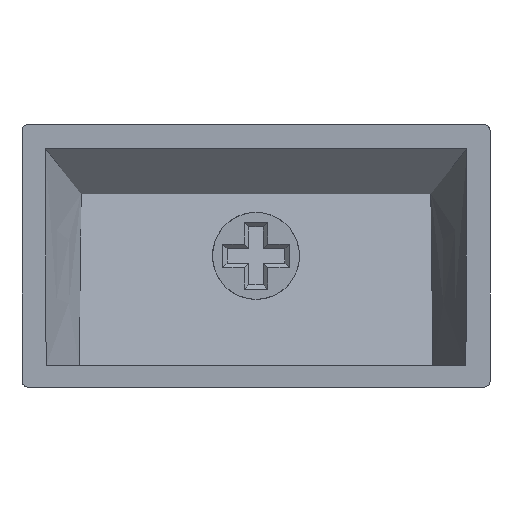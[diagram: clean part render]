
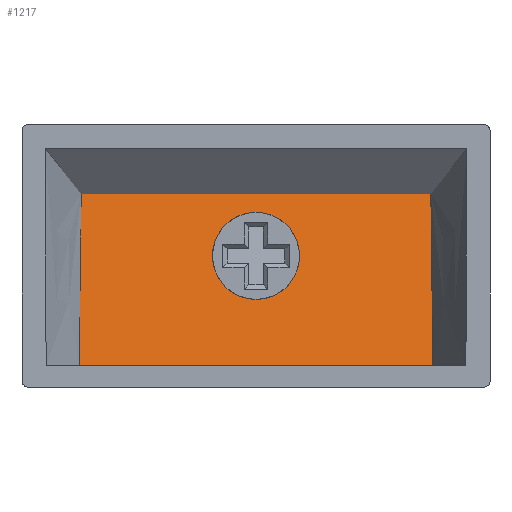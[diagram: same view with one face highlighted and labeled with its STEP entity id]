
A CAD part, front view. The second image highlights one B-rep face of the part: STEP entity #1217.
In plain terms, the highlighted planar face has unit normal (0, -0.981, 0.193).
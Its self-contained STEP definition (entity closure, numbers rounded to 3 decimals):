
#147 = CARTESIAN_POINT ( 'NONE',  ( 28.358, 4.766, -16.6 ) ) ;
#171 = EDGE_CURVE ( 'NONE', #2411, #1964, #1261, .T. ) ;
#179 = CARTESIAN_POINT ( 'NONE',  ( 28.217, 7.096, -4.762 ) ) ;
#205 = EDGE_CURVE ( 'NONE', #1048, #2411, #785, .T. ) ;
#226 = CARTESIAN_POINT ( 'NONE',  ( 4.003, 5.543, -12.654 ) ) ;
#237 = EDGE_CURVE ( 'NONE', #1340, #2014, #1666, .T. ) ;
#247 = DIRECTION ( 'NONE',  ( 1., 0., 0. ) ) ;
#273 = CARTESIAN_POINT ( 'NONE',  ( 3.942, 4.766, -16.6 ) ) ;
#311 = CARTESIAN_POINT ( 'NONE',  ( 16.15, 6.845, -6.04 ) ) ;
#356 = VECTOR ( 'NONE', #695, 1000. ) ;
#371 = ORIENTED_EDGE ( 'NONE', *, *, #678, .F. ) ;
#378 = AXIS2_PLACEMENT_3D ( 'NONE', #1866, #1064, #2514 ) ;
#513 = CARTESIAN_POINT ( 'NONE',  ( 16.15, 5.664, -12.04 ) ) ;
#522 = FACE_BOUND ( 'NONE', #1888, .T. ) ;
#577 = VERTEX_POINT ( 'NONE', #147 ) ;
#617 = CARTESIAN_POINT ( 'NONE',  ( 16.15, 5.664, -12.04 ) ) ;
#643 = LINE ( 'NONE', #2553, #356 ) ;
#660 = CARTESIAN_POINT ( 'NONE',  ( 4.047, 6.32, -8.708 ) ) ;
#678 = EDGE_CURVE ( 'NONE', #1964, #577, #1002, .T. ) ;
#695 = DIRECTION ( 'NONE',  ( 1., 0., 0. ) ) ;
#785 = B_SPLINE_CURVE_WITH_KNOTS ( 'NONE', 3,
 ( #2332, #226, #660, #2099 ),
 .UNSPECIFIED., .F., .F.,
 ( 4, 4 ),
 ( 0., 0.012 ),
 .UNSPECIFIED. ) ;
#852 = CARTESIAN_POINT ( 'NONE',  ( 16.15, 5.664, -12.04 ) ) ;
#876 = EDGE_CURVE ( 'NONE', #1048, #577, #643, .T. ) ;
#901 = CARTESIAN_POINT ( 'NONE',  ( 28.217, 7.096, -4.762 ) ) ;
#1002 = B_SPLINE_CURVE_WITH_KNOTS ( 'NONE', 3,
 ( #179, #2255, #2454, #2435 ),
 .UNSPECIFIED., .F., .F.,
 ( 4, 4 ),
 ( 0., 0.012 ),
 .UNSPECIFIED. ) ;
#1039 = VECTOR ( 'NONE', #247, 1000. ) ;
#1048 = VERTEX_POINT ( 'NONE', #273 ) ;
#1064 = DIRECTION ( 'NONE',  ( 0., 0.981, -0.193 ) ) ;
#1144 = EDGE_CURVE ( 'NONE', #2014, #1340, #2034, .T. ) ;
#1208 = ORIENTED_EDGE ( 'NONE', *, *, #876, .T. ) ;
#1217 = ADVANCED_FACE ( 'NONE', ( #522, #1863 ), #1474, .F. ) ;
#1261 = LINE ( 'NONE', #2324, #1039 ) ;
#1306 = CARTESIAN_POINT ( 'NONE',  ( 16.15, 6.845, -6.04 ) ) ;
#1316 = CARTESIAN_POINT ( 'NONE',  ( 22.15, 6.845, -6.04 ) ) ;
#1340 = VERTEX_POINT ( 'NONE', #852 ) ;
#1345 = CARTESIAN_POINT ( 'NONE',  ( 4.083, 7.096, -4.762 ) ) ;
#1408 = CARTESIAN_POINT ( 'NONE',  ( 10.15, 5.664, -12.04 ) ) ;
#1474 = PLANE ( 'NONE',  #378 ) ;
#1666 =( BOUNDED_CURVE ( )  B_SPLINE_CURVE ( 3, ( #513, #2556, #1316, #1306 ),
 .UNSPECIFIED., .F., .F. ) 
 B_SPLINE_CURVE_WITH_KNOTS ( ( 4, 4 ),
 ( 0., 3.142 ),
 .UNSPECIFIED. ) 
 CURVE ( )  GEOMETRIC_REPRESENTATION_ITEM ( )  RATIONAL_B_SPLINE_CURVE ( ( 1., 0.333, 0.333, 1. ) ) 
 REPRESENTATION_ITEM ( '' )  );
#1751 = EDGE_LOOP ( 'NONE', ( #371, #2020, #2380, #1208 ) ) ;
#1863 = FACE_OUTER_BOUND ( 'NONE', #1751, .T. ) ;
#1866 = CARTESIAN_POINT ( 'NONE',  ( 0., 7.734, -1.522 ) ) ;
#1888 = EDGE_LOOP ( 'NONE', ( #2614, #2348 ) ) ;
#1964 = VERTEX_POINT ( 'NONE', #901 ) ;
#2014 = VERTEX_POINT ( 'NONE', #311 ) ;
#2020 = ORIENTED_EDGE ( 'NONE', *, *, #171, .F. ) ;
#2034 =( BOUNDED_CURVE ( )  B_SPLINE_CURVE ( 3, ( #2368, #2465, #1408, #617 ),
 .UNSPECIFIED., .F., .F. ) 
 B_SPLINE_CURVE_WITH_KNOTS ( ( 4, 4 ),
 ( 3.142, 6.283 ),
 .UNSPECIFIED. ) 
 CURVE ( )  GEOMETRIC_REPRESENTATION_ITEM ( )  RATIONAL_B_SPLINE_CURVE ( ( 1., 0.333, 0.333, 1. ) ) 
 REPRESENTATION_ITEM ( '' )  );
#2099 = CARTESIAN_POINT ( 'NONE',  ( 4.083, 7.096, -4.762 ) ) ;
#2255 = CARTESIAN_POINT ( 'NONE',  ( 28.253, 6.32, -8.708 ) ) ;
#2324 = CARTESIAN_POINT ( 'NONE',  ( 0., 7.096, -4.762 ) ) ;
#2332 = CARTESIAN_POINT ( 'NONE',  ( 3.942, 4.766, -16.6 ) ) ;
#2348 = ORIENTED_EDGE ( 'NONE', *, *, #1144, .F. ) ;
#2368 = CARTESIAN_POINT ( 'NONE',  ( 16.15, 6.845, -6.04 ) ) ;
#2380 = ORIENTED_EDGE ( 'NONE', *, *, #205, .F. ) ;
#2411 = VERTEX_POINT ( 'NONE', #1345 ) ;
#2435 = CARTESIAN_POINT ( 'NONE',  ( 28.358, 4.766, -16.6 ) ) ;
#2454 = CARTESIAN_POINT ( 'NONE',  ( 28.297, 5.543, -12.654 ) ) ;
#2465 = CARTESIAN_POINT ( 'NONE',  ( 10.15, 6.845, -6.04 ) ) ;
#2514 = DIRECTION ( 'NONE',  ( 0., 0.193, 0.981 ) ) ;
#2553 = CARTESIAN_POINT ( 'NONE',  ( 0., 4.766, -16.6 ) ) ;
#2556 = CARTESIAN_POINT ( 'NONE',  ( 22.15, 5.664, -12.04 ) ) ;
#2614 = ORIENTED_EDGE ( 'NONE', *, *, #237, .F. ) ;
